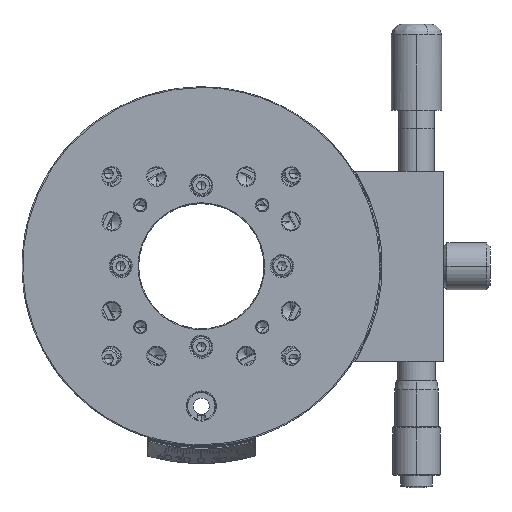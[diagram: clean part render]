
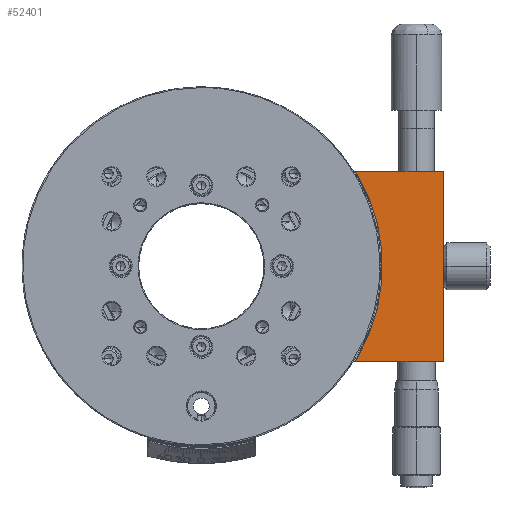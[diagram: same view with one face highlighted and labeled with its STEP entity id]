
A CAD part, top view. The second image highlights one B-rep face of the part: STEP entity #52401.
In plain terms, the highlighted planar face has unit normal (0, 0, 1).
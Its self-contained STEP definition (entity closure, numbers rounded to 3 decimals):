
#3105 = PLANE ( 'NONE',  #29451 ) ;
#4413 = CARTESIAN_POINT ( 'NONE',  ( 42.988, 26.5, 19. ) ) ;
#4738 = CARTESIAN_POINT ( 'NONE',  ( 67.5, -26.5, 19. ) ) ;
#9493 = CARTESIAN_POINT ( 'NONE',  ( 67.5, -26.5, 19. ) ) ;
#10803 = DIRECTION ( 'NONE',  ( 0., -1., 0. ) ) ;
#16176 = VERTEX_POINT ( 'NONE', #47602 ) ;
#16804 = CARTESIAN_POINT ( 'NONE',  ( 67.5, -26.5, 19. ) ) ;
#21325 = ORIENTED_EDGE ( 'NONE', *, *, #61492, .F. ) ;
#26202 = DIRECTION ( 'NONE',  ( 0., 0., 1. ) ) ;
#26356 = CARTESIAN_POINT ( 'NONE',  ( 42.988, -26.5, 19. ) ) ;
#29451 = AXIS2_PLACEMENT_3D ( 'NONE', #9493, #39094, #59008 ) ;
#30846 = EDGE_CURVE ( 'NONE', #16176, #33175, #77477, .T. ) ;
#33175 = VERTEX_POINT ( 'NONE', #36260 ) ;
#33204 = EDGE_CURVE ( 'NONE', #33175, #65308, #78593, .T. ) ;
#33323 = VECTOR ( 'NONE', #72742, 1000. ) ;
#33354 = VECTOR ( 'NONE', #10803, 1000. ) ;
#36260 = CARTESIAN_POINT ( 'NONE',  ( 67.5, -26.5, 19. ) ) ;
#39094 = DIRECTION ( 'NONE',  ( 0., 0., -1. ) ) ;
#41136 = ORIENTED_EDGE ( 'NONE', *, *, #30846, .F. ) ;
#43739 = VECTOR ( 'NONE', #44248, 1000. ) ;
#44248 = DIRECTION ( 'NONE',  ( -1., 0., 0. ) ) ;
#44697 = EDGE_CURVE ( 'NONE', #65308, #55013, #55339, .T. ) ;
#45361 = DIRECTION ( 'NONE',  ( 0., -1., 0. ) ) ;
#46401 = AXIS2_PLACEMENT_3D ( 'NONE', #63736, #26202, #45361 ) ;
#47602 = CARTESIAN_POINT ( 'NONE',  ( 67.5, 26.5, 19. ) ) ;
#49997 = LINE ( 'NONE', #78730, #33323 ) ;
#52401 = ADVANCED_FACE ( 'NONE', ( #65007 ), #3105, .F. ) ;
#54094 = EDGE_LOOP ( 'NONE', ( #61198, #41136, #21325, #77290 ) ) ;
#55013 = VERTEX_POINT ( 'NONE', #4413 ) ;
#55339 = CIRCLE ( 'NONE', #46401, 50.5 ) ;
#59008 = DIRECTION ( 'NONE',  ( -1., 0., 0. ) ) ;
#61198 = ORIENTED_EDGE ( 'NONE', *, *, #33204, .F. ) ;
#61492 = EDGE_CURVE ( 'NONE', #55013, #16176, #49997, .T. ) ;
#63736 = CARTESIAN_POINT ( 'NONE',  ( 0., 0., 19. ) ) ;
#65007 = FACE_OUTER_BOUND ( 'NONE', #54094, .T. ) ;
#65308 = VERTEX_POINT ( 'NONE', #26356 ) ;
#72742 = DIRECTION ( 'NONE',  ( 1., 0., 0. ) ) ;
#77290 = ORIENTED_EDGE ( 'NONE', *, *, #44697, .F. ) ;
#77477 = LINE ( 'NONE', #16804, #33354 ) ;
#78593 = LINE ( 'NONE', #4738, #43739 ) ;
#78730 = CARTESIAN_POINT ( 'NONE',  ( 42.4, 26.5, 19. ) ) ;
